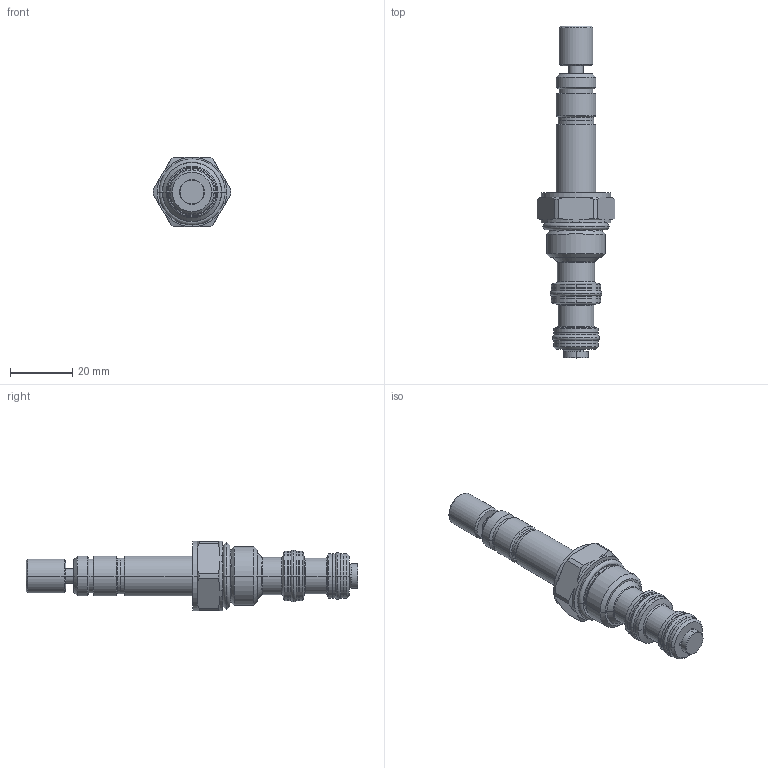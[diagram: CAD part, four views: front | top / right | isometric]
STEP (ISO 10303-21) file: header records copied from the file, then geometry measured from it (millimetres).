
FILE_DESCRIPTION((''),'2;1');
FILE_NAME('5006000_SW0002','2009-02-24T',('JCS'),(''),'PRO/ENGINEER BY PARAMETRIC TECHNOLOGY CORPORATION, 2008010','PRO/ENGINEER BY PARAMETRIC TECHNOLOGY CORPORATION, 2008010','');
FILE_SCHEMA(('CONFIG_CONTROL_DESIGN'));
Length unit declared in the file: inch
Products named in the file (1): 5006000_SW0002
Bounding box: 24.94 x 106.45 x 22.23 mm (x, y, z)
Volume: 17200.4 mm3; surface area: 7739.5 mm2
Topology: 7 solids, 7 shells, 209 faces, 459 edges, 274 vertices
Faces by surface type: cylinder 75, cone 50, plane 40, revolution 24, torus 20
Entity records: 6244 total; most frequent: CARTESIAN_POINT 1494, DIRECTION 1056, ORIENTED_EDGE 918, EDGE_CURVE 459, AXIS2_PLACEMENT_3D 440, VERTEX_POINT 274, CIRCLE 255, EDGE_LOOP 233
